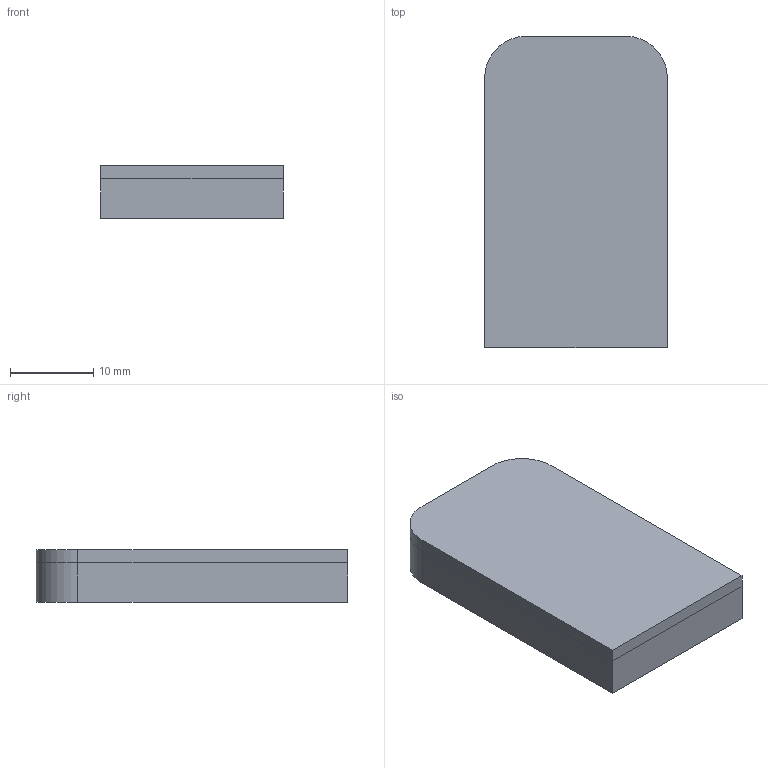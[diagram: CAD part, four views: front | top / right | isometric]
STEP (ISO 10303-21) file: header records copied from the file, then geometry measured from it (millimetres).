
FILE_DESCRIPTION (( 'STEP AP203' ), '1' );
FILE_NAME ('C-204-PAD_DISTAL_SILICONE.STEP', '2017-10-02T15:21:07', ( '' ), ( '' ), 'SwSTEP 2.0', 'SolidWorks 2017', '' );
FILE_SCHEMA (( 'CONFIG_CONTROL_DESIGN' ));
Length unit declared in the file: millimetre
Products named in the file (1): C-204-PAD_DISTAL_SILICONE
Bounding box: 22 x 37.5 x 6.35 mm (x, y, z)
Volume: 5119.1 mm3; surface area: 4046 mm2
Topology: 2 solids, 2 shells, 28 faces, 68 edges, 42 vertices
Faces by surface type: cylinder 12, plane 12, cone 4
Entity records: 879 total; most frequent: DIRECTION 146, CARTESIAN_POINT 135, ORIENTED_EDGE 128, EDGE_CURVE 64, AXIS2_PLACEMENT_3D 53, VERTEX_POINT 42, LINE 40, VECTOR 40
